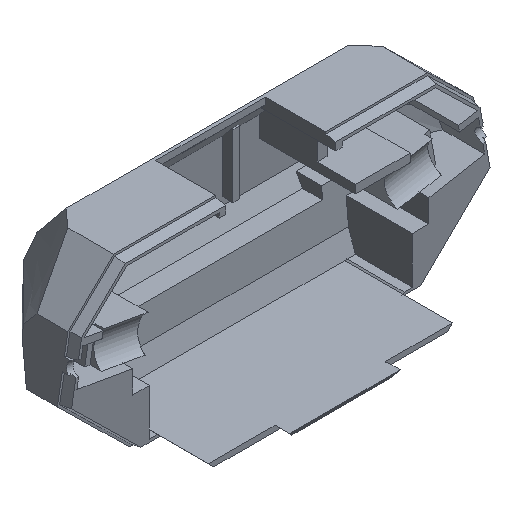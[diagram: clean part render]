
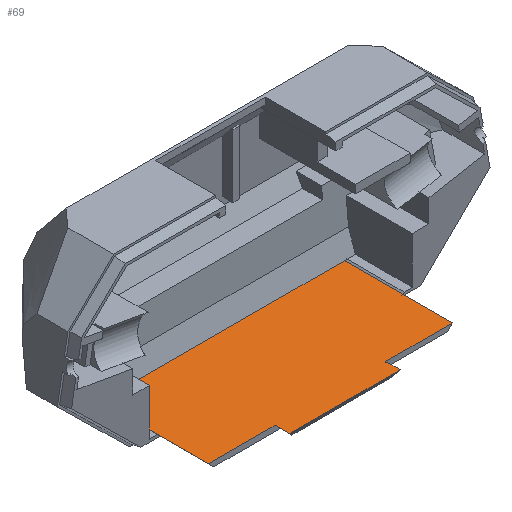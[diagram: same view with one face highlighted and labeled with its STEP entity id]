
A CAD part, isometric view. The second image highlights one B-rep face of the part: STEP entity #69.
In plain terms, the highlighted planar face has unit normal (0, 0, 1).
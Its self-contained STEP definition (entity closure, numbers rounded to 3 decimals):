
#69=ADVANCED_FACE('',(#377),#379,.T.);
#377=FACE_BOUND('',#378,.T.);
#378=EDGE_LOOP('',(#2027,#2028,#2029,#2030,#2031,#2032,#2033,#2034));
#379=PLANE('',#380);
#380=AXIS2_PLACEMENT_3D('',#381,#382,#383);
#381=CARTESIAN_POINT('',(0.,0.,-15.4));
#382=DIRECTION('',(0.,0.,1.));
#383=DIRECTION('',(-1.,0.,0.));
#2027=ORIENTED_EDGE('',*,*,#2819,.T.);
#2028=ORIENTED_EDGE('',*,*,#2818,.F.);
#2029=ORIENTED_EDGE('',*,*,#2820,.T.);
#2030=ORIENTED_EDGE('',*,*,#2821,.F.);
#2031=ORIENTED_EDGE('',*,*,#2822,.T.);
#2032=ORIENTED_EDGE('',*,*,#2823,.F.);
#2033=ORIENTED_EDGE('',*,*,#2824,.T.);
#2034=ORIENTED_EDGE('',*,*,#2812,.F.);
#2812=EDGE_CURVE('',#3208,#3210,#3211,.T.);
#2818=EDGE_CURVE('',#3220,#3215,#3222,.T.);
#2819=EDGE_CURVE('',#3208,#3215,#3223,.F.);
#2820=EDGE_CURVE('',#3220,#3224,#3225,.T.);
#2821=EDGE_CURVE('',#3226,#3224,#3227,.F.);
#2822=EDGE_CURVE('',#3226,#3228,#3229,.F.);
#2823=EDGE_CURVE('',#3230,#3228,#3231,.F.);
#2824=EDGE_CURVE('',#3230,#3210,#3232,.T.);
#3208=VERTEX_POINT('',#3864);
#3210=VERTEX_POINT('',#3868);
#3211=LINE('',#3869,#3870);
#3215=VERTEX_POINT('',#3879);
#3220=VERTEX_POINT('',#3888);
#3222=LINE('',#3892,#3893);
#3223=LINE('',#3895,#3896);
#3224=VERTEX_POINT('',#3898);
#3225=LINE('',#3899,#3900);
#3226=VERTEX_POINT('',#3902);
#3227=LINE('',#3903,#3904);
#3228=VERTEX_POINT('',#3906);
#3229=LINE('',#3907,#3908);
#3230=VERTEX_POINT('',#3910);
#3231=LINE('',#3911,#3912);
#3232=LINE('',#3914,#3915);
#3864=CARTESIAN_POINT('',(36.634,19.041,-15.4));
#3868=CARTESIAN_POINT('',(36.634,-14.7,-15.4));
#3869=CARTESIAN_POINT('',(36.634,19.041,-15.4));
#3870=VECTOR('',#3871,1.);
#3871=DIRECTION('',(0.,-1.,0.));
#3879=CARTESIAN_POINT('',(-36.634,19.041,-15.4));
#3888=CARTESIAN_POINT('',(-36.634,-14.7,-15.4));
#3892=CARTESIAN_POINT('',(-36.634,-14.7,-15.4));
#3893=VECTOR('',#3894,1.);
#3894=DIRECTION('',(0.,1.,0.));
#3895=CARTESIAN_POINT('',(-36.634,19.041,-15.4));
#3896=VECTOR('',#3897,1.);
#3897=DIRECTION('',(1.,0.,0.));
#3898=CARTESIAN_POINT('',(-16.634,-14.7,-15.4));
#3899=CARTESIAN_POINT('',(-36.634,-14.7,-15.4));
#3900=VECTOR('',#3901,1.);
#3901=DIRECTION('',(1.,0.,0.));
#3902=CARTESIAN_POINT('',(-16.634,-19.041,-15.4));
#3903=CARTESIAN_POINT('',(-16.634,-14.7,-15.4));
#3904=VECTOR('',#3905,1.);
#3905=DIRECTION('',(0.,-1.,0.));
#3906=CARTESIAN_POINT('',(16.634,-19.041,-15.4));
#3907=CARTESIAN_POINT('',(16.634,-19.041,-15.4));
#3908=VECTOR('',#3909,1.);
#3909=DIRECTION('',(-1.,0.,0.));
#3910=CARTESIAN_POINT('',(16.634,-14.7,-15.4));
#3911=CARTESIAN_POINT('',(16.634,-19.041,-15.4));
#3912=VECTOR('',#3913,1.);
#3913=DIRECTION('',(0.,1.,0.));
#3914=CARTESIAN_POINT('',(16.634,-14.7,-15.4));
#3915=VECTOR('',#3916,1.);
#3916=DIRECTION('',(1.,0.,0.));
